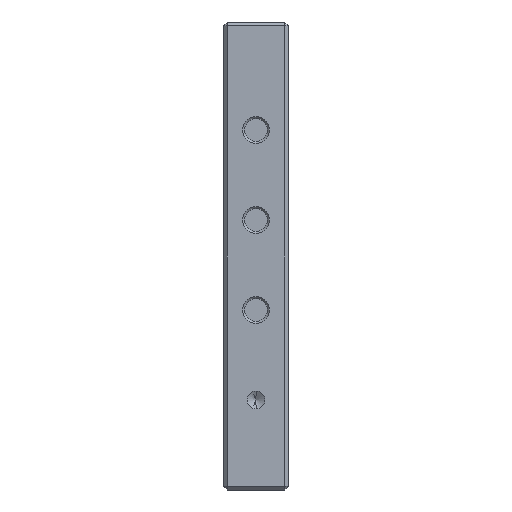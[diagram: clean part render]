
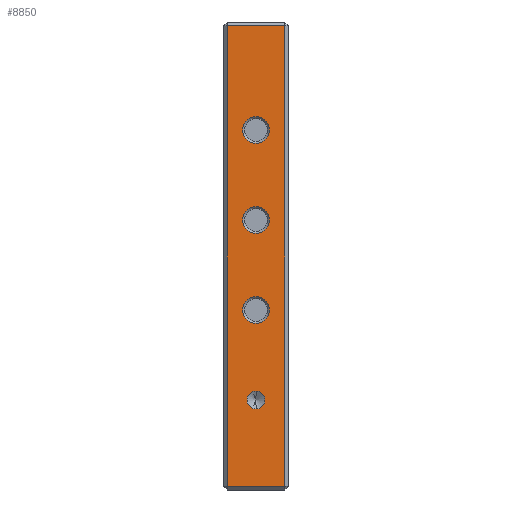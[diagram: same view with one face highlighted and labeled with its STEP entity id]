
A CAD part, front view. The second image highlights one B-rep face of the part: STEP entity #8850.
In plain terms, the highlighted planar face has unit normal (0, -1, 0).
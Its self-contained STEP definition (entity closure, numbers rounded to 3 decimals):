
#35 = AXIS2_PLACEMENT_3D ( 'NONE', #2455, #12569, #3904 ) ;
#200 = CARTESIAN_POINT ( 'NONE',  ( 18., 0., -129. ) ) ;
#279 = DIRECTION ( 'NONE',  ( 0., 0., 1. ) ) ;
#1012 = VERTEX_POINT ( 'NONE', #15701 ) ;
#1115 = VERTEX_POINT ( 'NONE', #15814 ) ;
#1155 = CARTESIAN_POINT ( 'NONE',  ( 9., 0., -30. ) ) ;
#1555 = CARTESIAN_POINT ( 'NONE',  ( 9., 0., -51.3 ) ) ;
#1584 = DIRECTION ( 'NONE',  ( 0., -1., 0. ) ) ;
#1696 = VERTEX_POINT ( 'NONE', #4204 ) ;
#1971 = CIRCLE ( 'NONE', #15433, 3.7 ) ;
#2028 = EDGE_CURVE ( 'NONE', #2551, #11713, #17373, .T. ) ;
#2057 = ORIENTED_EDGE ( 'NONE', *, *, #16095, .T. ) ;
#2455 = CARTESIAN_POINT ( 'NONE',  ( 9., 0., -55. ) ) ;
#2508 = DIRECTION ( 'NONE',  ( 0., 1., 0. ) ) ;
#2551 = VERTEX_POINT ( 'NONE', #11984 ) ;
#2600 = DIRECTION ( 'NONE',  ( 0., 0., 1. ) ) ;
#2943 = EDGE_CURVE ( 'NONE', #16659, #1696, #5859, .T. ) ;
#3069 = VERTEX_POINT ( 'NONE', #4267 ) ;
#3096 = PLANE ( 'NONE',  #14090 ) ;
#3124 = EDGE_CURVE ( 'NONE', #3069, #3404, #6510, .T. ) ;
#3187 = CARTESIAN_POINT ( 'NONE',  ( 17., 0., 0. ) ) ;
#3234 = DIRECTION ( 'NONE',  ( 0., 1., 0. ) ) ;
#3249 = CARTESIAN_POINT ( 'NONE',  ( 18., 0., -1. ) ) ;
#3306 = FACE_BOUND ( 'NONE', #9990, .T. ) ;
#3309 = CARTESIAN_POINT ( 'NONE',  ( 9., 0., -83.7 ) ) ;
#3404 = VERTEX_POINT ( 'NONE', #8446 ) ;
#3697 = EDGE_LOOP ( 'NONE', ( #16893, #16093 ) ) ;
#3904 = DIRECTION ( 'NONE',  ( 0., 0., 1. ) ) ;
#4051 = CARTESIAN_POINT ( 'NONE',  ( 9., 0., -105. ) ) ;
#4076 = CARTESIAN_POINT ( 'NONE',  ( 1., 0., -129. ) ) ;
#4173 = VECTOR ( 'NONE', #10349, 1000. ) ;
#4204 = CARTESIAN_POINT ( 'NONE',  ( 9., 0., -26.3 ) ) ;
#4206 = AXIS2_PLACEMENT_3D ( 'NONE', #8097, #18312, #9530 ) ;
#4264 = EDGE_CURVE ( 'NONE', #1696, #16659, #5265, .T. ) ;
#4267 = CARTESIAN_POINT ( 'NONE',  ( 9., 0., -102.5 ) ) ;
#4519 = VERTEX_POINT ( 'NONE', #3309 ) ;
#4603 = ORIENTED_EDGE ( 'NONE', *, *, #8373, .T. ) ;
#5211 = ORIENTED_EDGE ( 'NONE', *, *, #2943, .T. ) ;
#5265 = CIRCLE ( 'NONE', #14451, 3.7 ) ;
#5497 = DIRECTION ( 'NONE',  ( 0., 0., -1. ) ) ;
#5544 = ORIENTED_EDGE ( 'NONE', *, *, #2028, .T. ) ;
#5709 = AXIS2_PLACEMENT_3D ( 'NONE', #11870, #3234, #13353 ) ;
#5777 = EDGE_CURVE ( 'NONE', #11713, #11745, #6357, .T. ) ;
#5859 = CIRCLE ( 'NONE', #4206, 3.7 ) ;
#6357 = LINE ( 'NONE', #200, #17979 ) ;
#6404 = EDGE_LOOP ( 'NONE', ( #16861, #13699 ) ) ;
#6510 = CIRCLE ( 'NONE', #18815, 2.5 ) ;
#6532 = CIRCLE ( 'NONE', #5709, 3.7 ) ;
#7044 = EDGE_CURVE ( 'NONE', #10627, #1115, #9673, .T. ) ;
#7059 = CARTESIAN_POINT ( 'NONE',  ( 9., 0., -76.3 ) ) ;
#7116 = FACE_BOUND ( 'NONE', #6404, .T. ) ;
#7768 = DIRECTION ( 'NONE',  ( 0., 1., 0. ) ) ;
#7796 = CARTESIAN_POINT ( 'NONE',  ( 9., 0., -33.7 ) ) ;
#7987 = LINE ( 'NONE', #3187, #4173 ) ;
#8097 = CARTESIAN_POINT ( 'NONE',  ( 9., 0., -30. ) ) ;
#8129 = EDGE_CURVE ( 'NONE', #3404, #3069, #13139, .T. ) ;
#8212 = VERTEX_POINT ( 'NONE', #7059 ) ;
#8373 = EDGE_CURVE ( 'NONE', #1115, #10627, #6532, .T. ) ;
#8401 = CIRCLE ( 'NONE', #11292, 3.7 ) ;
#8446 = CARTESIAN_POINT ( 'NONE',  ( 9., 0., -107.5 ) ) ;
#8850 = ADVANCED_FACE ( 'NONE', ( #18286, #3306, #7116, #14845, #14378 ), #3096, .F. ) ;
#8885 = DIRECTION ( 'NONE',  ( 0., 1., 0. ) ) ;
#8975 = AXIS2_PLACEMENT_3D ( 'NONE', #4051, #14160, #5497 ) ;
#9337 = EDGE_CURVE ( 'NONE', #11745, #1012, #7987, .T. ) ;
#9354 = LINE ( 'NONE', #3249, #16670 ) ;
#9530 = DIRECTION ( 'NONE',  ( 0., 0., 1. ) ) ;
#9587 = VECTOR ( 'NONE', #17606, 1000. ) ;
#9673 = CIRCLE ( 'NONE', #35, 3.7 ) ;
#9868 = EDGE_LOOP ( 'NONE', ( #5211, #14202 ) ) ;
#9990 = EDGE_LOOP ( 'NONE', ( #4603, #12172 ) ) ;
#10127 = CARTESIAN_POINT ( 'NONE',  ( 18., 0., 0. ) ) ;
#10203 = CARTESIAN_POINT ( 'NONE',  ( 9., 0., -105. ) ) ;
#10244 = DIRECTION ( 'NONE',  ( 1., 0., 0. ) ) ;
#10349 = DIRECTION ( 'NONE',  ( 0., 0., 1. ) ) ;
#10627 = VERTEX_POINT ( 'NONE', #1555 ) ;
#10791 = EDGE_CURVE ( 'NONE', #8212, #4519, #8401, .T. ) ;
#11117 = CARTESIAN_POINT ( 'NONE',  ( 9., 0., -80. ) ) ;
#11224 = DIRECTION ( 'NONE',  ( 0., 1., 0. ) ) ;
#11292 = AXIS2_PLACEMENT_3D ( 'NONE', #16487, #7768, #17984 ) ;
#11680 = DIRECTION ( 'NONE',  ( 0., 0., -1. ) ) ;
#11713 = VERTEX_POINT ( 'NONE', #4076 ) ;
#11745 = VERTEX_POINT ( 'NONE', #18663 ) ;
#11870 = CARTESIAN_POINT ( 'NONE',  ( 9., 0., -55. ) ) ;
#11984 = CARTESIAN_POINT ( 'NONE',  ( 1., 0., -1. ) ) ;
#12172 = ORIENTED_EDGE ( 'NONE', *, *, #7044, .T. ) ;
#12569 = DIRECTION ( 'NONE',  ( 0., 1., 0. ) ) ;
#12617 = DIRECTION ( 'NONE',  ( 0., 0., 1. ) ) ;
#13139 = CIRCLE ( 'NONE', #8975, 2.5 ) ;
#13353 = DIRECTION ( 'NONE',  ( 0., 0., 1. ) ) ;
#13699 = ORIENTED_EDGE ( 'NONE', *, *, #10791, .T. ) ;
#14090 = AXIS2_PLACEMENT_3D ( 'NONE', #10127, #8885, #279 ) ;
#14160 = DIRECTION ( 'NONE',  ( 0., -1., 0. ) ) ;
#14202 = ORIENTED_EDGE ( 'NONE', *, *, #4264, .T. ) ;
#14378 = FACE_BOUND ( 'NONE', #3697, .T. ) ;
#14451 = AXIS2_PLACEMENT_3D ( 'NONE', #1155, #11224, #2600 ) ;
#14813 = DIRECTION ( 'NONE',  ( -1., 0., 0. ) ) ;
#14845 = FACE_OUTER_BOUND ( 'NONE', #16399, .T. ) ;
#15095 = EDGE_CURVE ( 'NONE', #4519, #8212, #1971, .T. ) ;
#15433 = AXIS2_PLACEMENT_3D ( 'NONE', #11117, #2508, #12617 ) ;
#15701 = CARTESIAN_POINT ( 'NONE',  ( 17., 0., -1. ) ) ;
#15814 = CARTESIAN_POINT ( 'NONE',  ( 9., 0., -58.7 ) ) ;
#16093 = ORIENTED_EDGE ( 'NONE', *, *, #3124, .F. ) ;
#16095 = EDGE_CURVE ( 'NONE', #1012, #2551, #9354, .T. ) ;
#16117 = CARTESIAN_POINT ( 'NONE',  ( 1., 0., 0. ) ) ;
#16399 = EDGE_LOOP ( 'NONE', ( #18307, #2057, #5544, #17356 ) ) ;
#16487 = CARTESIAN_POINT ( 'NONE',  ( 9., 0., -80. ) ) ;
#16659 = VERTEX_POINT ( 'NONE', #7796 ) ;
#16670 = VECTOR ( 'NONE', #14813, 1000. ) ;
#16861 = ORIENTED_EDGE ( 'NONE', *, *, #15095, .T. ) ;
#16893 = ORIENTED_EDGE ( 'NONE', *, *, #8129, .F. ) ;
#17356 = ORIENTED_EDGE ( 'NONE', *, *, #5777, .T. ) ;
#17373 = LINE ( 'NONE', #16117, #9587 ) ;
#17606 = DIRECTION ( 'NONE',  ( 0., 0., -1. ) ) ;
#17979 = VECTOR ( 'NONE', #10244, 1000. ) ;
#17984 = DIRECTION ( 'NONE',  ( 0., 0., 1. ) ) ;
#18286 = FACE_BOUND ( 'NONE', #9868, .T. ) ;
#18307 = ORIENTED_EDGE ( 'NONE', *, *, #9337, .T. ) ;
#18312 = DIRECTION ( 'NONE',  ( 0., 1., 0. ) ) ;
#18663 = CARTESIAN_POINT ( 'NONE',  ( 17., 0., -129. ) ) ;
#18815 = AXIS2_PLACEMENT_3D ( 'NONE', #10203, #1584, #11680 ) ;
